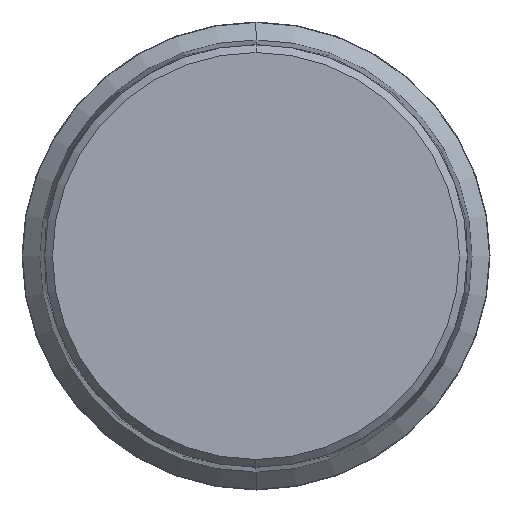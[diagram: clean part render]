
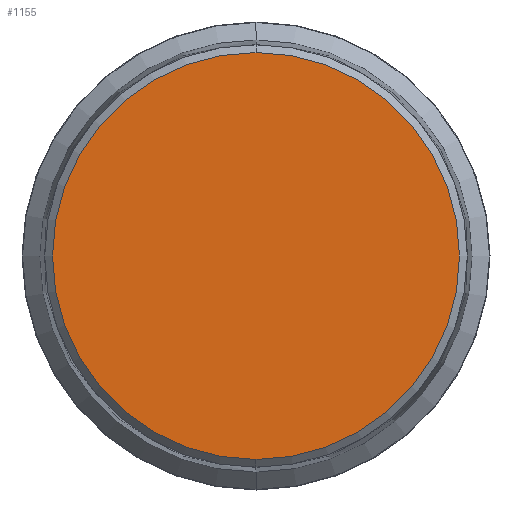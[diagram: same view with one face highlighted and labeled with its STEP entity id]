
A CAD part, front view. The second image highlights one B-rep face of the part: STEP entity #1155.
In plain terms, the highlighted planar face has unit normal (0, -1, 0).
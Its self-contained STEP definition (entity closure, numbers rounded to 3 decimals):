
#1155=ADVANCED_FACE('',(#2238),#2239,.T.);
#2238=FACE_OUTER_BOUND('',#3277,.T.);
#2239=PLANE('',#3278);
#3277=EDGE_LOOP('',(#6004,#6005));
#3278=AXIS2_PLACEMENT_3D('',#6006,#6007,#6008);
#6004=ORIENTED_EDGE('',*,*,#7013,.T.);
#6005=ORIENTED_EDGE('',*,*,#7044,.T.);
#6006=CARTESIAN_POINT('',(0.0,-18.0,6.522));
#6007=DIRECTION('',(0.0,-1.0,0.0));
#6008=DIRECTION('',(0.0,0.0,1.0));
#7013=EDGE_CURVE('',#8423,#8427,#8429,.T.);
#7044=EDGE_CURVE('',#8427,#8423,#8471,.T.);
#8423=VERTEX_POINT('',#10424);
#8427=VERTEX_POINT('',#10429);
#8429=CIRCLE('',#10432,13.044);
#8471=CIRCLE('',#10482,13.044);
#10424=CARTESIAN_POINT('',(0.0,-18.0,13.044));
#10429=CARTESIAN_POINT('',(0.,-18.0,-13.044));
#10432=AXIS2_PLACEMENT_3D('',#11846,#11847,#11848);
#10482=AXIS2_PLACEMENT_3D('',#11890,#11891,#11892);
#11846=CARTESIAN_POINT('',(0.0,-18.0,0.0));
#11847=DIRECTION('',(0.0,-1.0,0.0));
#11848=DIRECTION('',(0.0,0.0,1.0));
#11890=CARTESIAN_POINT('',(0.0,-18.0,0.0));
#11891=DIRECTION('',(0.0,-1.0,0.0));
#11892=DIRECTION('',(0.0,0.0,1.0));
